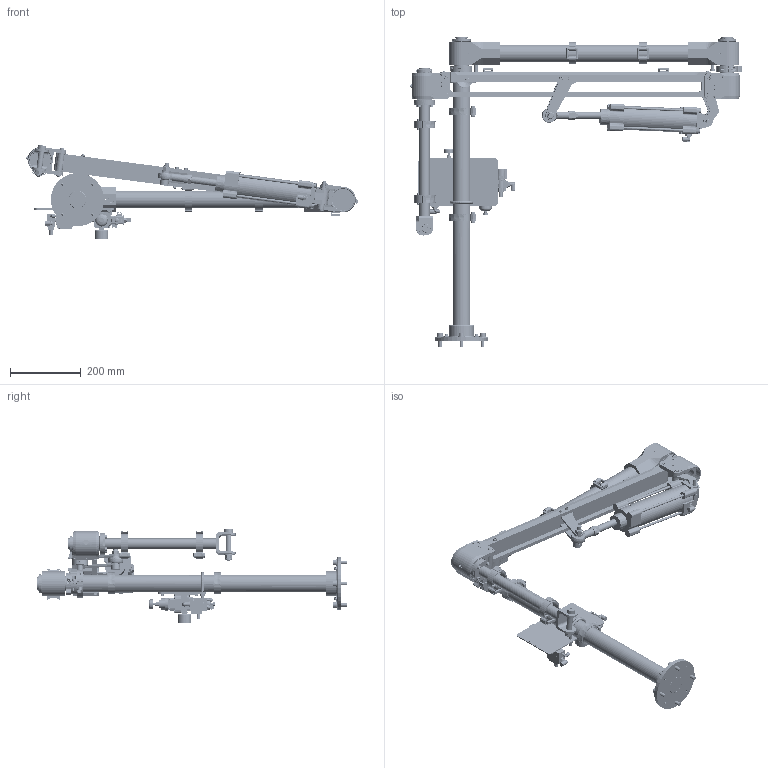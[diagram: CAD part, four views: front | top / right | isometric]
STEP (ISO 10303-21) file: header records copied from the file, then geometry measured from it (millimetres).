
FILE_DESCRIPTION((''),'2;1');
FILE_NAME('AX1_R_ASM','2023-06-01T12:47:11',('a00518947'),(''),'CREO PARAMETRIC BY PTC INC, 2022414','CREO PARAMETRIC BY PTC INC, 2022414','');
FILE_SCHEMA(('CONFIG_CONTROL_DESIGN','GEOMETRIC_VALIDATION_PROPERTIES_MIM'));
Products named in the file (8): PILLAR_860_NY; BOOM_ARM_750; BEARING_HOUSING; UPPER_PARALLEL; LOWER_PARALLEL; ROTATING_HAND_ADEPTER; VERTICAL_ROD_R; AX1_R_ASM
Assembly tree (7 placements, depth 2):
  AX1_R_ASM
    PILLAR_860_NY
    BOOM_ARM_750
    BEARING_HOUSING
    UPPER_PARALLEL
    LOWER_PARALLEL
    ROTATING_HAND_ADEPTER
    VERTICAL_ROD_R
Bounding box: 937.53 x 876 x 266.16 mm (x, y, z)
Volume: 7417828.8 mm3; surface area: 1326125.2 mm2
Topology: 21 solids, 31 shells, 5124 faces, 13167 edges, 8298 vertices
Faces by surface type: cylinder 1963, plane 1905, cone 792, torus 237, sphere 93, bspline 74, extrusion 60
Entity records: 327664 total; most frequent: CARTESIAN_POINT 183863, ORIENTED_EDGE 26056, DIRECTION 25064, EDGE_CURVE 13028, AXIS2_PLACEMENT_3D 9510, VERTEX_POINT 8298, VECTOR 6044, LINE 5984
